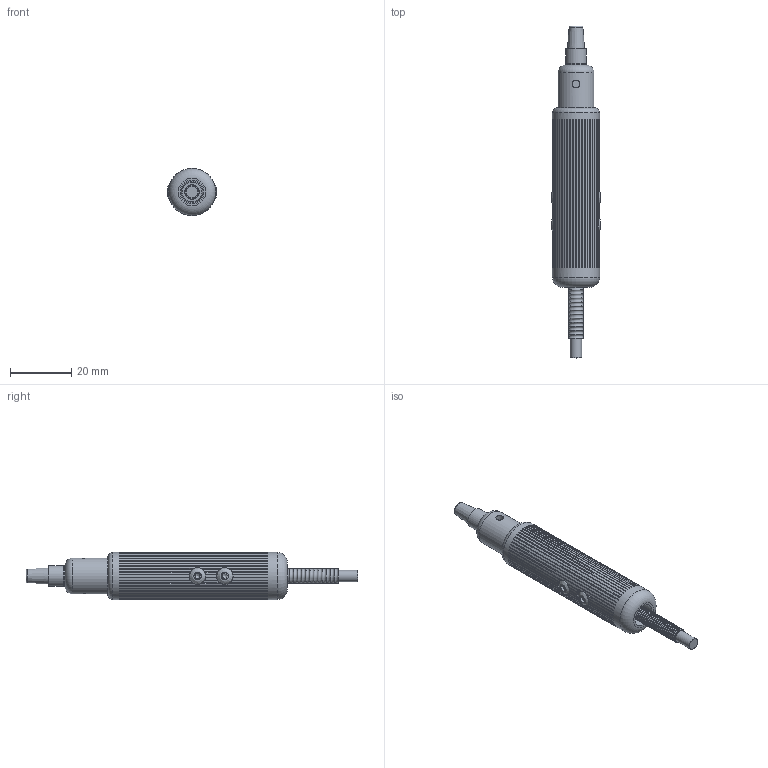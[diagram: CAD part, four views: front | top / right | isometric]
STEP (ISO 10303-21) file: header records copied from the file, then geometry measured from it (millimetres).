
FILE_DESCRIPTION((''),'2;1');
FILE_NAME('FI1141-B.stp','2011-02-07T11:02:25',('thomasl'),(''),'Autodesk Inventor 2011','Autodesk Inventor 2011','');
FILE_SCHEMA(('AUTOMOTIVE_DESIGN { 1 0 10303 214 1 1 1 1 }'));
Length unit declared in the file: inch
Products named in the file (2): FI1141-B (SubstituteLevelofDetail1); FI1141-B_Substitute_1
Assembly tree (1 placements, depth 2):
  FI1141-B (SubstituteLevelofDetail1)
    FI1141-B_Substitute_1
Bounding box: 15.82 x 108.16 x 15.37 mm (x, y, z)
Volume: 9948.7 mm3; surface area: 10303.8 mm2
Topology: 1 solids, 7 shells, 566 faces, 1466 edges, 955 vertices
Faces by surface type: plane 371, cylinder 87, torus 70, cone 34, bspline 4
Full cylindrical faces by diameter (mm): 2.385 x4, 2.54 x2, 2.692 x1, 2.845 x8, 3.048 x1, 3.175 x5, 3.264 x1, 3.302 x1, 3.81 x1, 4.064 x1, 4.166 x2, 4.801 x1, 4.851 x1, 5.207 x1, 5.334 x1, 5.461 x4, 5.715 x1, 5.791 x1, 6.604 x1, 7.061 x1, 7.671 x1, 11.684 x1, 12.192 x1, 12.319 x1, 15.367 x1
Entity records: 17327 total; most frequent: CARTESIAN_POINT 3911, DIRECTION 2712, ORIENTED_EDGE 2540, EDGE_CURVE 1270, AXIS2_PLACEMENT_3D 1030, VERTEX_POINT 904, EDGE_LOOP 800, VECTOR 652
